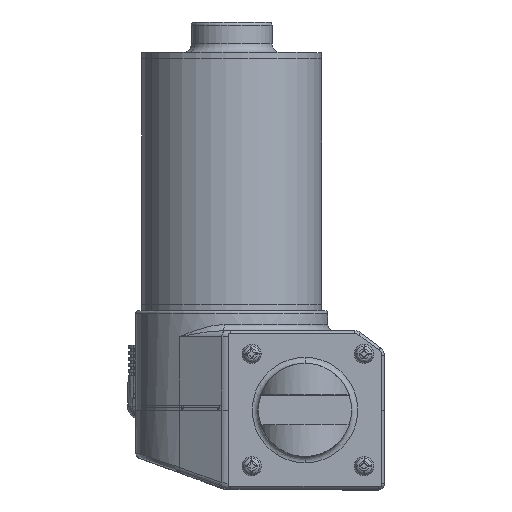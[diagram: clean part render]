
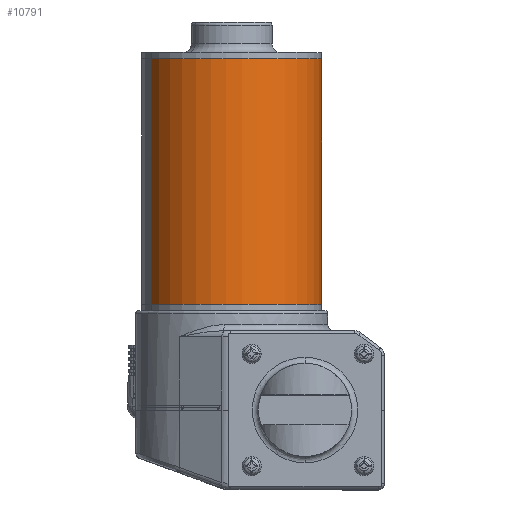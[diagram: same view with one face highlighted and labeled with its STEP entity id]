
A CAD part, top view. The second image highlights one B-rep face of the part: STEP entity #10791.
In plain terms, the highlighted cylindrical face has radius 29.5 mm (diameter 59 mm), a partial arc.
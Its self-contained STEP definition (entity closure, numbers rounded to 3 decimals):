
#42 = VERTEX_POINT ( 'NONE', #23252 ) ;
#3174 = ORIENTED_EDGE ( 'NONE', *, *, #8279, .F. ) ;
#3924 = VECTOR ( 'NONE', #20310, 1000. ) ;
#4533 = CARTESIAN_POINT ( 'NONE',  ( 0., 0., 80.5 ) ) ;
#4675 = AXIS2_PLACEMENT_3D ( 'NONE', #9751, #26587, #12178 ) ;
#4694 = LINE ( 'NONE', #10658, #3924 ) ;
#8279 = EDGE_CURVE ( 'NONE', #24821, #11284, #29797, .T. ) ;
#9248 = DIRECTION ( 'NONE',  ( 0., 0., 1. ) ) ;
#9609 = CARTESIAN_POINT ( 'NONE',  ( -29.5, 0., 80.5 ) ) ;
#9751 = CARTESIAN_POINT ( 'NONE',  ( 0., 0., 80.5 ) ) ;
#10145 = CARTESIAN_POINT ( 'NONE',  ( 29.5, 0., 0. ) ) ;
#10658 = CARTESIAN_POINT ( 'NONE',  ( -29.5, 0., 80.5 ) ) ;
#10791 = ADVANCED_FACE ( 'NONE', ( #16608 ), #28681, .T. ) ;
#11115 = AXIS2_PLACEMENT_3D ( 'NONE', #4533, #11748, #14158 ) ;
#11284 = VERTEX_POINT ( 'NONE', #9609 ) ;
#11325 = ORIENTED_EDGE ( 'NONE', *, *, #27101, .F. ) ;
#11748 = DIRECTION ( 'NONE',  ( 0., 0., -1. ) ) ;
#11967 = EDGE_CURVE ( 'NONE', #24821, #22689, #12384, .T. ) ;
#12178 = DIRECTION ( 'NONE',  ( 1., 0., 0. ) ) ;
#12384 = LINE ( 'NONE', #29394, #18031 ) ;
#13268 = ORIENTED_EDGE ( 'NONE', *, *, #24137, .T. ) ;
#13380 = CIRCLE ( 'NONE', #22702, 29.5 ) ;
#14158 = DIRECTION ( 'NONE',  ( -1., 0., 0. ) ) ;
#16608 = FACE_OUTER_BOUND ( 'NONE', #21776, .T. ) ;
#18031 = VECTOR ( 'NONE', #22463, 1000. ) ;
#18776 = CARTESIAN_POINT ( 'NONE',  ( 29.5, 0., 80.5 ) ) ;
#20310 = DIRECTION ( 'NONE',  ( 0., 0., -1. ) ) ;
#21776 = EDGE_LOOP ( 'NONE', ( #3174, #22282, #13268, #11325 ) ) ;
#22282 = ORIENTED_EDGE ( 'NONE', *, *, #11967, .T. ) ;
#22463 = DIRECTION ( 'NONE',  ( 0., 0., -1. ) ) ;
#22689 = VERTEX_POINT ( 'NONE', #10145 ) ;
#22702 = AXIS2_PLACEMENT_3D ( 'NONE', #23673, #9248, #26069 ) ;
#23252 = CARTESIAN_POINT ( 'NONE',  ( -29.5, 0., 0. ) ) ;
#23673 = CARTESIAN_POINT ( 'NONE',  ( 0., 0., 0. ) ) ;
#24137 = EDGE_CURVE ( 'NONE', #22689, #42, #13380, .T. ) ;
#24821 = VERTEX_POINT ( 'NONE', #18776 ) ;
#26069 = DIRECTION ( 'NONE',  ( 1., 0., 0. ) ) ;
#26587 = DIRECTION ( 'NONE',  ( 0., 0., 1. ) ) ;
#27101 = EDGE_CURVE ( 'NONE', #11284, #42, #4694, .T. ) ;
#28681 = CYLINDRICAL_SURFACE ( 'NONE', #11115, 29.5 ) ;
#29394 = CARTESIAN_POINT ( 'NONE',  ( 29.5, 0., 80.5 ) ) ;
#29797 = CIRCLE ( 'NONE', #4675, 29.5 ) ;
